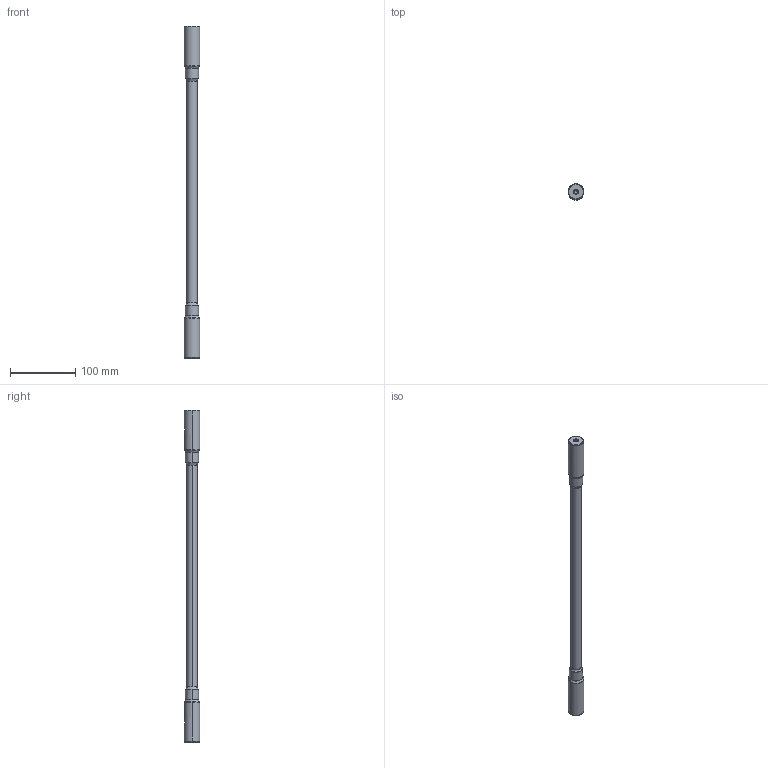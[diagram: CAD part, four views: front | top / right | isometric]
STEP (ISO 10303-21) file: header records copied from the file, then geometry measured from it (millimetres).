
FILE_DESCRIPTION (( 'STEP AP203' ), '1' );
FILE_NAME ('lifter layshaft v0.2.STEP', '2017-03-10T10:13:35', ( '' ), ( '' ), 'SwSTEP 2.0', 'SolidWorks 2015', '' );
FILE_SCHEMA (( 'CONFIG_CONTROL_DESIGN' ));
Length unit declared in the file: millimetre
Products named in the file (1): lifter layshaft v0.2
Bounding box: 24 x 24 x 507 mm (x, y, z)
Volume: 134770.3 mm3; surface area: 31134.9 mm2
Topology: 1 solids, 1 shells, 76 faces, 174 edges, 98 vertices
Faces by surface type: torus 24, cone 22, cylinder 22, plane 8
Entity records: 2299 total; most frequent: CARTESIAN_POINT 517, DIRECTION 392, ORIENTED_EDGE 340, EDGE_CURVE 170, AXIS2_PLACEMENT_3D 169, VERTEX_POINT 98, CIRCLE 92, EDGE_LOOP 78
